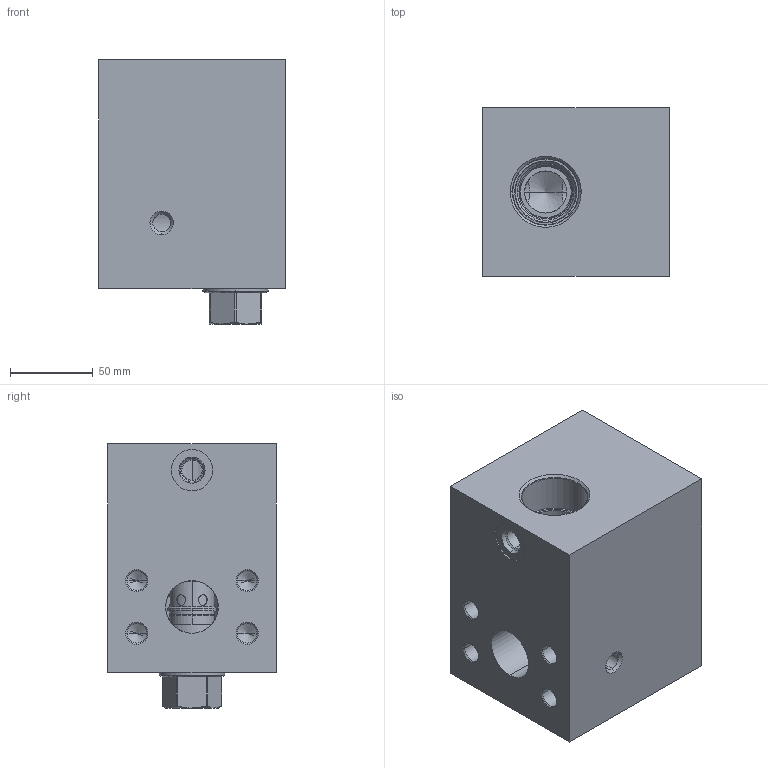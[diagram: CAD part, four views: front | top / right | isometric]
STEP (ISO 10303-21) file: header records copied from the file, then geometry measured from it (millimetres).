
FILE_DESCRIPTION((''),'2;1');
FILE_NAME('H25_ASM','2023-12-01T',('ProEService'),(''),'PRO/ENGINEER BY PARAMETRIC TECHNOLOGY CORPORATION, 2014200','PRO/ENGINEER BY PARAMETRIC TECHNOLOGY CORPORATION, 2014200','');
FILE_SCHEMA(('CONFIG_CONTROL_DESIGN'));
Length unit declared in the file: inch
Products named in the file (3): 151-947-001; CXGDXCN; H25_ASM
Assembly tree (2 placements, depth 2):
  H25_ASM
    151-947-001
    CXGDXCN
Bounding box: 112.73 x 101.6 x 159.56 mm (x, y, z)
Volume: 1370359.9 mm3; surface area: 136763.3 mm2
Topology: 3 solids, 3 shells, 311 faces, 1006 edges, 815 vertices
Faces by surface type: cylinder 138, cone 98, plane 43, torus 26, revolution 6
Entity records: 12500 total; most frequent: CARTESIAN_POINT 3807, DIRECTION 1907, ORIENTED_EDGE 1458, EDGE_CURVE 729, AXIS2_PLACEMENT_3D 700, VECTOR 501, LINE 501, VERTEX_POINT 450
